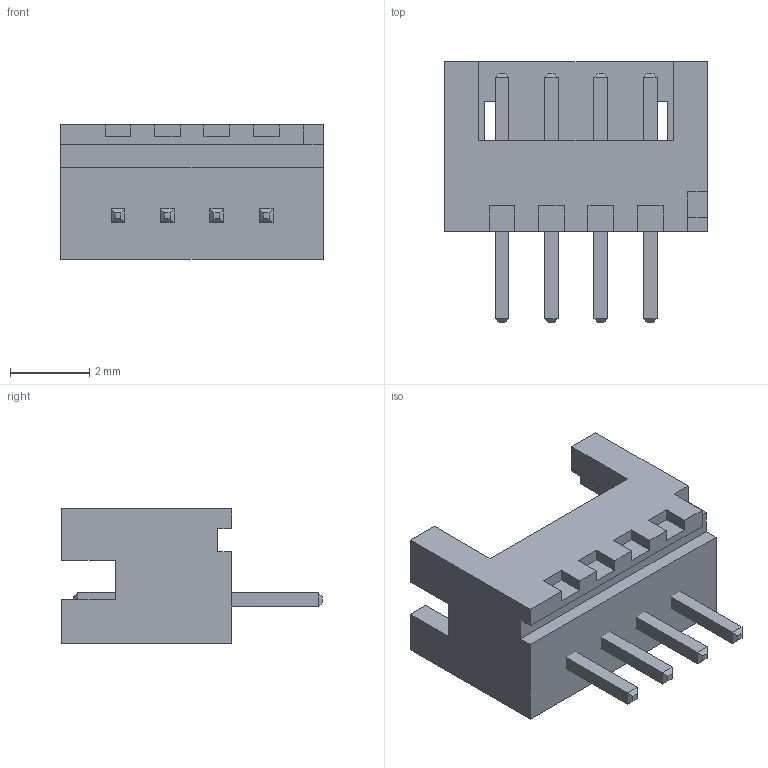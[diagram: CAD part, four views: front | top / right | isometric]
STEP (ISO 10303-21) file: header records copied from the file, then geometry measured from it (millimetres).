
FILE_DESCRIPTION (( 'STEP AP214' ), '1' );
FILE_NAME ('DF13-4P-1.25DSA(50).STEP', '2017-03-22T20:41:02', ( '' ), ( '' ), 'SwSTEP 2.0', 'SolidWorks 2016', '' );
FILE_SCHEMA (( 'AUTOMOTIVE_DESIGN' ));
Length unit declared in the file: millimetre
Products named in the file (1): DF13-4P-1.25DSA(50)
Bounding box: 6.65 x 6.6 x 3.4 mm (x, y, z)
Volume: 38.4 mm3; surface area: 215.6 mm2
Topology: 5 solids, 5 shells, 117 faces, 289 edges, 182 vertices
Faces by surface type: plane 117
Entity records: 3909 total; most frequent: CARTESIAN_POINT 589, ORIENTED_EDGE 578, DIRECTION 525, LINE 289, EDGE_CURVE 289, VECTOR 289, VERTEX_POINT 182, EDGE_LOOP 121
